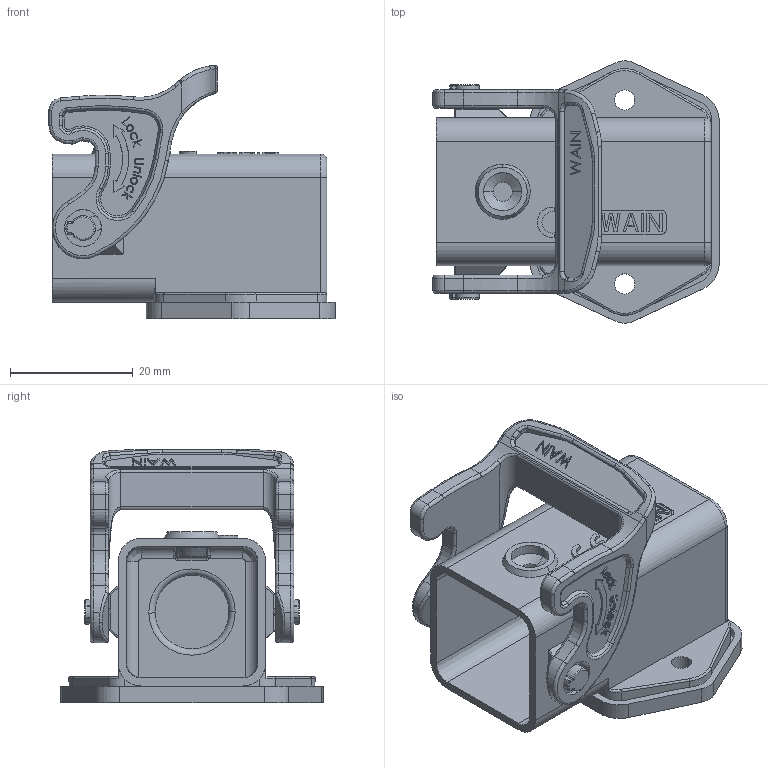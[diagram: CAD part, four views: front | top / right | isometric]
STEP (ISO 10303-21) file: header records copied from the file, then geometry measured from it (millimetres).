
FILE_DESCRIPTION((''),'2;1');
FILE_NAME('PRT0232','2021-01-28T',('lian.chen'),(''),'PRO/ENGINEER BY PARAMETRIC TECHNOLOGY CORPORATION, 2012480','PRO/ENGINEER BY PARAMETRIC TECHNOLOGY CORPORATION, 2012480','');
FILE_SCHEMA(('AUTOMOTIVE_DESIGN { 1 0 10303 214 1 1 1 1 }'));
Length unit declared in the file: millimetre
Products named in the file (1): PRT0232
Bounding box: 46.68 x 42.77 x 41.3 mm (x, y, z)
Volume: 12409.3 mm3; surface area: 12943.1 mm2
Topology: 1 solids, 1 shells, 935 faces, 2441 edges, 1540 vertices
Faces by surface type: plane 375, cylinder 212, bspline 192, torus 103, cone 31, sphere 20, extrusion 2
Entity records: 38732 total; most frequent: CARTESIAN_POINT 16763, ORIENTED_EDGE 4842, DIRECTION 3991, EDGE_CURVE 2421, VERTEX_POINT 1540, AXIS2_PLACEMENT_3D 1375, VECTOR 1241, LINE 1239
